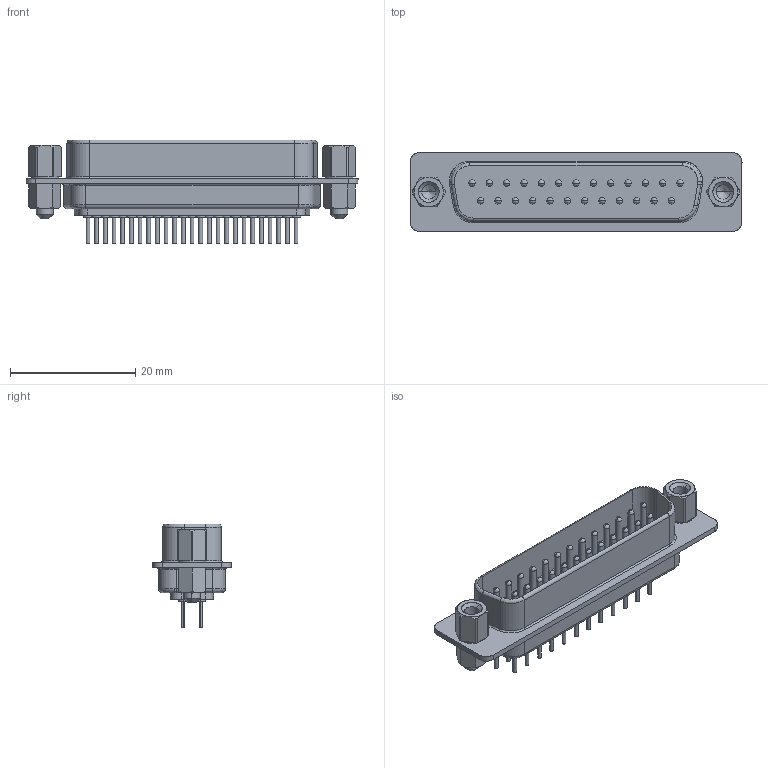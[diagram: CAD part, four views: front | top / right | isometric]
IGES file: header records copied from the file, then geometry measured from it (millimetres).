
Start section: SolidWorks IGES file using analytic representation for surfaces
Global section: file name: K(F)85X-BD-25P-KJ_rA1.IGS; native system: SolidWorks 2020; preprocessor: SolidWorks 2020; author: Garrett; date: 200313.101856; units: millimetre
Bounding box: 53.04 x 12.55 x 16.6 mm (x, y, z)
Surface area: 4059.8 mm2 (no closed solid volume)
Topology: 0 solids, 0 shells, 437 faces, 4548 edges, 4494 vertices
Faces by surface type: revolution 304, bspline 133
